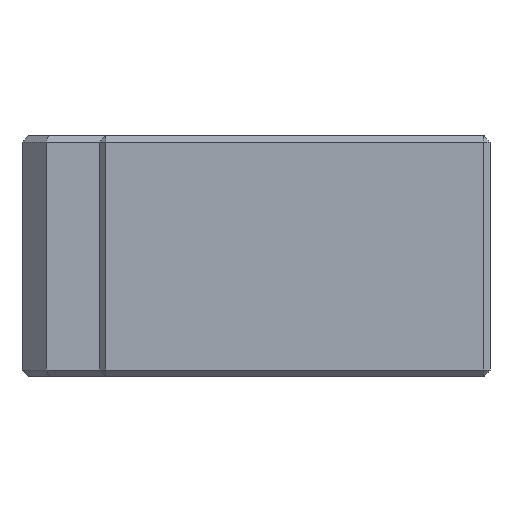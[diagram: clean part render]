
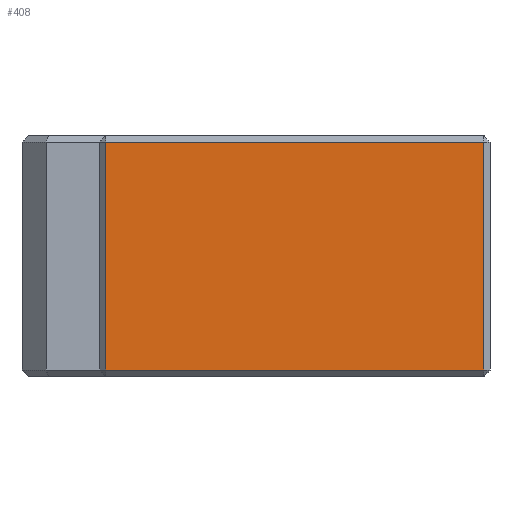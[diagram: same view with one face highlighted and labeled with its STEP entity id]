
A CAD part, left-side view. The second image highlights one B-rep face of the part: STEP entity #408.
In plain terms, the highlighted planar face has unit normal (-1, 0, 0).
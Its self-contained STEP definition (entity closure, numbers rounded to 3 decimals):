
#149 = EDGE_CURVE ( 'NONE', #2901, #2125, #3338, .T. ) ;
#184 = EDGE_CURVE ( 'NONE', #2893, #2958, #2498, .T. ) ;
#247 = EDGE_CURVE ( 'NONE', #2958, #2901, #3109, .T. ) ;
#278 = EDGE_CURVE ( 'NONE', #2125, #2893, #3232, .T. ) ;
#408 = ADVANCED_FACE ( 'NONE', ( #978 ), #1910, .F. ) ;
#921 = VECTOR ( 'NONE', #3234, 1000. ) ;
#976 = AXIS2_PLACEMENT_3D ( 'NONE', #1911, #1912, #1913 ) ;
#978 = FACE_OUTER_BOUND ( 'NONE', #2478, .T. ) ;
#1028 = VECTOR ( 'NONE', #2500, 1000. ) ;
#1029 = VECTOR ( 'NONE', #3340, 1000. ) ;
#1123 = VECTOR ( 'NONE', #3111, 1000. ) ;
#1396 = ORIENTED_EDGE ( 'NONE', *, *, #149, .T. ) ;
#1399 = ORIENTED_EDGE ( 'NONE', *, *, #184, .T. ) ;
#1400 = ORIENTED_EDGE ( 'NONE', *, *, #278, .T. ) ;
#1401 = ORIENTED_EDGE ( 'NONE', *, *, #247, .T. ) ;
#1548 = CARTESIAN_POINT ( 'NONE',  ( -30., 10., -9.5 ) ) ;
#1571 = CARTESIAN_POINT ( 'NONE',  ( -30., -21.5, -9.5 ) ) ;
#1579 = CARTESIAN_POINT ( 'NONE',  ( -30., 10., 9.5 ) ) ;
#1636 = CARTESIAN_POINT ( 'NONE',  ( -30., -21.5, 9.5 ) ) ;
#1910 = PLANE ( 'NONE',  #976 ) ;
#1911 = CARTESIAN_POINT ( 'NONE',  ( -30., 10.5, 10. ) ) ;
#1912 = DIRECTION ( 'NONE',  ( 1., 0., 0. ) ) ;
#1913 = DIRECTION ( 'NONE',  ( 0., 1., 0. ) ) ;
#2125 = VERTEX_POINT ( 'NONE', #1548 ) ;
#2478 = EDGE_LOOP ( 'NONE', ( #1396, #1400, #1399, #1401 ) ) ;
#2498 = LINE ( 'NONE', #2499, #1028 ) ;
#2499 = CARTESIAN_POINT ( 'NONE',  ( -30., -21.5, 10. ) ) ;
#2500 = DIRECTION ( 'NONE',  ( 0., 0., 1. ) ) ;
#2893 = VERTEX_POINT ( 'NONE', #1571 ) ;
#2901 = VERTEX_POINT ( 'NONE', #1579 ) ;
#2958 = VERTEX_POINT ( 'NONE', #1636 ) ;
#3109 = LINE ( 'NONE', #3110, #1123 ) ;
#3110 = CARTESIAN_POINT ( 'NONE',  ( -30., 10.5, 9.5 ) ) ;
#3111 = DIRECTION ( 'NONE',  ( 0., 1., 0. ) ) ;
#3232 = LINE ( 'NONE', #3233, #921 ) ;
#3233 = CARTESIAN_POINT ( 'NONE',  ( -30., 10.5, -9.5 ) ) ;
#3234 = DIRECTION ( 'NONE',  ( 0., -1., 0. ) ) ;
#3338 = LINE ( 'NONE', #3339, #1029 ) ;
#3339 = CARTESIAN_POINT ( 'NONE',  ( -30., 10., 10. ) ) ;
#3340 = DIRECTION ( 'NONE',  ( 0., 0., -1. ) ) ;
